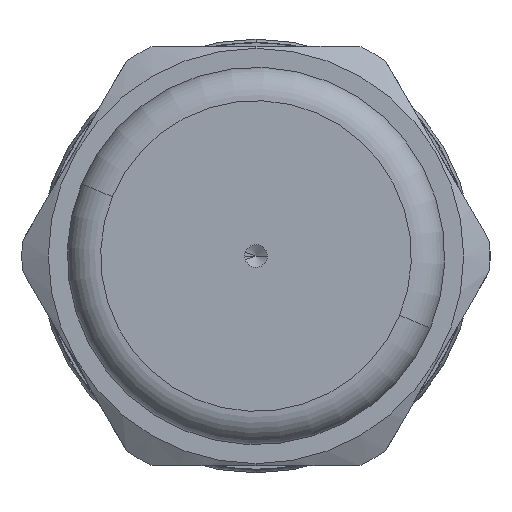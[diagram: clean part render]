
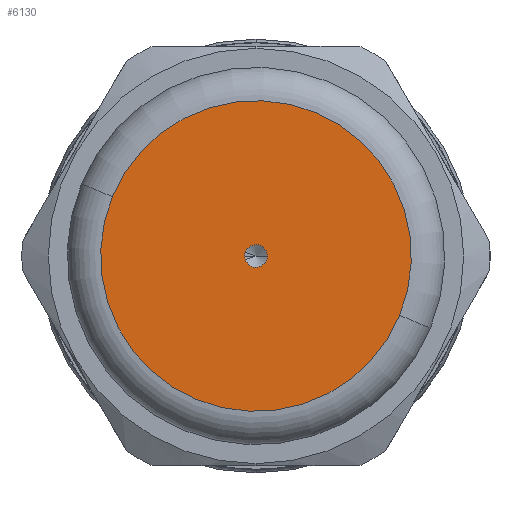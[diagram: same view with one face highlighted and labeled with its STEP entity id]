
A CAD part, left-side view. The second image highlights one B-rep face of the part: STEP entity #6130.
In plain terms, the highlighted planar face has unit normal (-1, 0, 0).
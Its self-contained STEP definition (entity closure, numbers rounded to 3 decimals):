
#285 = DIRECTION ( 'NONE',  ( 1., 0., 0. ) ) ;
#2853 = VERTEX_POINT ( 'NONE', #6516 ) ;
#3954 = DIRECTION ( 'NONE',  ( 1., 0., 0. ) ) ;
#6130 = ADVANCED_FACE ( 'NONE', ( #27427, #38434 ), #27670, .T. ) ;
#6490 = ORIENTED_EDGE ( 'NONE', *, *, #30951, .T. ) ;
#6516 = CARTESIAN_POINT ( 'NONE',  ( -23., 0.555, 0.229 ) ) ;
#7830 = CARTESIAN_POINT ( 'NONE',  ( -23., 0., 0. ) ) ;
#10282 = DIRECTION ( 'NONE',  ( -1., 0., 0. ) ) ;
#11631 = VERTEX_POINT ( 'NONE', #31258 ) ;
#12798 = CARTESIAN_POINT ( 'NONE',  ( -23., -0.555, -0.229 ) ) ;
#13432 = DIRECTION ( 'NONE',  ( 0., -0.924, -0.382 ) ) ;
#22255 = DIRECTION ( 'NONE',  ( 0., -0.924, -0.382 ) ) ;
#23723 = CIRCLE ( 'NONE', #54652, 0.6 ) ;
#23813 = DIRECTION ( 'NONE',  ( 0., 0.924, 0.382 ) ) ;
#24242 = AXIS2_PLACEMENT_3D ( 'NONE', #48122, #56837, #22255 ) ;
#25010 = CIRCLE ( 'NONE', #37932, 0.6 ) ;
#25582 = VERTEX_POINT ( 'NONE', #36478 ) ;
#27427 = FACE_BOUND ( 'NONE', #54585, .T. ) ;
#27670 = PLANE ( 'NONE',  #56981 ) ;
#28974 = DIRECTION ( 'NONE',  ( 1., 0., 0. ) ) ;
#30052 = DIRECTION ( 'NONE',  ( 0., -0.924, -0.382 ) ) ;
#30951 = EDGE_CURVE ( 'NONE', #2853, #34029, #23723, .T. ) ;
#31135 = ORIENTED_EDGE ( 'NONE', *, *, #48104, .T. ) ;
#31258 = CARTESIAN_POINT ( 'NONE',  ( -23., 7.606, 3.143 ) ) ;
#31986 = CIRCLE ( 'NONE', #47115, 8.23 ) ;
#33029 = EDGE_LOOP ( 'NONE', ( #33729, #45596 ) ) ;
#33729 = ORIENTED_EDGE ( 'NONE', *, *, #45545, .F. ) ;
#34029 = VERTEX_POINT ( 'NONE', #12798 ) ;
#34603 = CIRCLE ( 'NONE', #24242, 8.23 ) ;
#36478 = CARTESIAN_POINT ( 'NONE',  ( -23., -7.606, -3.143 ) ) ;
#36731 = CARTESIAN_POINT ( 'NONE',  ( -23., -0.555, -0.229 ) ) ;
#37932 = AXIS2_PLACEMENT_3D ( 'NONE', #48937, #285, #13432 ) ;
#38434 = FACE_OUTER_BOUND ( 'NONE', #33029, .T. ) ;
#41682 = DIRECTION ( 'NONE',  ( 0., -0.924, -0.382 ) ) ;
#45545 = EDGE_CURVE ( 'NONE', #25582, #11631, #31986, .T. ) ;
#45596 = ORIENTED_EDGE ( 'NONE', *, *, #49676, .F. ) ;
#47115 = AXIS2_PLACEMENT_3D ( 'NONE', #7830, #3954, #30052 ) ;
#48104 = EDGE_CURVE ( 'NONE', #34029, #2853, #25010, .T. ) ;
#48122 = CARTESIAN_POINT ( 'NONE',  ( -23., 0., 0. ) ) ;
#48937 = CARTESIAN_POINT ( 'NONE',  ( -23., 0., 0. ) ) ;
#49676 = EDGE_CURVE ( 'NONE', #11631, #25582, #34603, .T. ) ;
#54585 = EDGE_LOOP ( 'NONE', ( #31135, #6490 ) ) ;
#54652 = AXIS2_PLACEMENT_3D ( 'NONE', #55021, #28974, #41682 ) ;
#55021 = CARTESIAN_POINT ( 'NONE',  ( -23., 0., 0. ) ) ;
#56837 = DIRECTION ( 'NONE',  ( 1., 0., 0. ) ) ;
#56981 = AXIS2_PLACEMENT_3D ( 'NONE', #36731, #10282, #23813 ) ;
